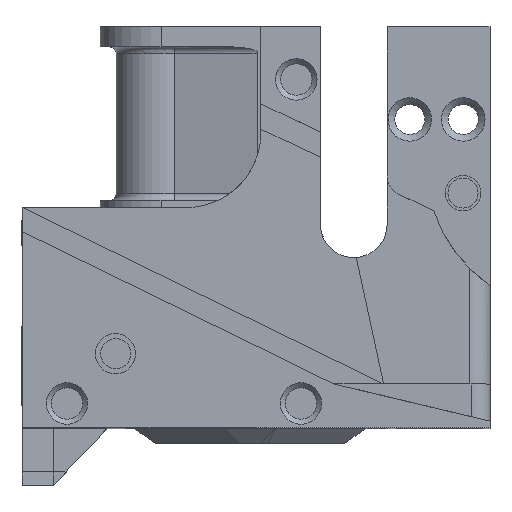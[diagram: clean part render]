
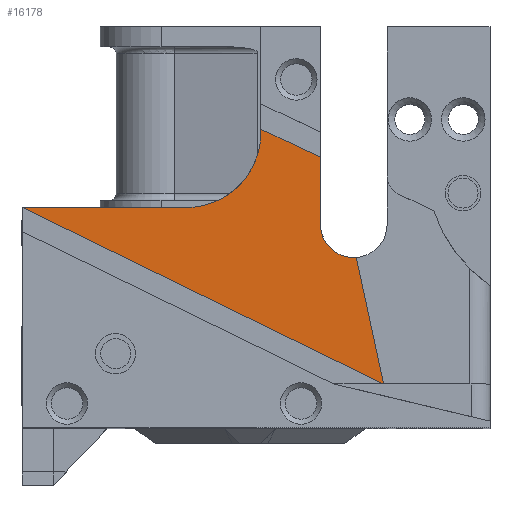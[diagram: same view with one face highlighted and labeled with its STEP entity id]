
A CAD part, top view. The second image highlights one B-rep face of the part: STEP entity #16178.
In plain terms, the highlighted planar face has unit normal (0, 0, 1).
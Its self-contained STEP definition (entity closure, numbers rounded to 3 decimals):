
#2758 = VERTEX_POINT('',#2759);
#2759 = CARTESIAN_POINT('',(0.392,33.849,-4.32));
#2773 = PLANE('',#2774);
#2774 = AXIS2_PLACEMENT_3D('',#2775,#2776,#2777);
#2775 = CARTESIAN_POINT('',(29.64,29.047,-4.32));
#2776 = DIRECTION('',(0.,0.,1.));
#2777 = DIRECTION('',(1.,0.,0.));
#2801 = PLANE('',#2802);
#2802 = AXIS2_PLACEMENT_3D('',#2803,#2804,#2805);
#2803 = CARTESIAN_POINT('',(25.656,33.849,-3.32));
#2804 = DIRECTION('',(0.,1.,0.));
#2805 = DIRECTION('',(-1.,0.,0.));
#9825 = CYLINDRICAL_SURFACE('',#9826,5.);
#9826 = AXIS2_PLACEMENT_3D('',#9827,#9828,#9829);
#9827 = CARTESIAN_POINT('',(50.013,31.345,-0.82));
#9828 = DIRECTION('',(0.,0.,1.));
#9829 = DIRECTION('',(0.,-1.,0.));
#10299 = VERTEX_POINT('',#10300);
#10300 = CARTESIAN_POINT('',(54.47,7.45,-4.32));
#10328 = EDGE_CURVE('',#10299,#2758,#10329,.T.);
#10329 = SURFACE_CURVE('',#10330,(#10334,#10341),.PCURVE_S1.);
#10330 = LINE('',#10331,#10332);
#10331 = CARTESIAN_POINT('',(54.47,7.45,-4.32));
#10332 = VECTOR('',#10333,1.);
#10333 = DIRECTION('',(-0.899,0.439,
    0.));
#10334 = PCURVE('',#2773,#10335);
#10335 = DEFINITIONAL_REPRESENTATION('',(#10336),#10340);
#10336 = LINE('',#10337,#10338);
#10337 = CARTESIAN_POINT('',(24.83,-21.597));
#10338 = VECTOR('',#10339,1.);
#10339 = DIRECTION('',(-0.899,0.439));
#10340 = ( GEOMETRIC_REPRESENTATION_CONTEXT(2) 
PARAMETRIC_REPRESENTATION_CONTEXT() REPRESENTATION_CONTEXT('2D SPACE',''
  ) );
#10341 = PCURVE('',#10342,#10347);
#10342 = PLANE('',#10343);
#10343 = AXIS2_PLACEMENT_3D('',#10344,#10345,#10346);
#10344 = CARTESIAN_POINT('',(0.392,6.901,-4.32));
#10345 = DIRECTION('',(0.,0.,1.));
#10346 = DIRECTION('',(0.,1.,0.));
#10347 = DEFINITIONAL_REPRESENTATION('',(#10348),#10352);
#10348 = LINE('',#10349,#10350);
#10349 = CARTESIAN_POINT('',(0.549,-54.078));
#10350 = VECTOR('',#10351,1.);
#10351 = DIRECTION('',(0.439,0.899));
#10352 = ( GEOMETRIC_REPRESENTATION_CONTEXT(2) 
PARAMETRIC_REPRESENTATION_CONTEXT() REPRESENTATION_CONTEXT('2D SPACE',''
  ) );
#10498 = EDGE_CURVE('',#10499,#2758,#10501,.T.);
#10499 = VERTEX_POINT('',#10500);
#10500 = CARTESIAN_POINT('',(25.656,33.849,-4.32));
#10501 = SURFACE_CURVE('',#10502,(#10506,#10513),.PCURVE_S1.);
#10502 = LINE('',#10503,#10504);
#10503 = CARTESIAN_POINT('',(25.656,33.849,-4.32));
#10504 = VECTOR('',#10505,1.);
#10505 = DIRECTION('',(-1.,0.,0.));
#10506 = PCURVE('',#2801,#10507);
#10507 = DEFINITIONAL_REPRESENTATION('',(#10508),#10512);
#10508 = LINE('',#10509,#10510);
#10509 = CARTESIAN_POINT('',(0.,-1.));
#10510 = VECTOR('',#10511,1.);
#10511 = DIRECTION('',(1.,0.));
#10512 = ( GEOMETRIC_REPRESENTATION_CONTEXT(2) 
PARAMETRIC_REPRESENTATION_CONTEXT() REPRESENTATION_CONTEXT('2D SPACE',''
  ) );
#10513 = PCURVE('',#10342,#10514);
#10514 = DEFINITIONAL_REPRESENTATION('',(#10515),#10519);
#10515 = LINE('',#10516,#10517);
#10516 = CARTESIAN_POINT('',(26.947,-25.263));
#10517 = VECTOR('',#10518,1.);
#10518 = DIRECTION('',(0.,1.));
#10519 = ( GEOMETRIC_REPRESENTATION_CONTEXT(2) 
PARAMETRIC_REPRESENTATION_CONTEXT() REPRESENTATION_CONTEXT('2D SPACE',''
  ) );
#10537 = CYLINDRICAL_SURFACE('',#10538,11.186);
#10538 = AXIS2_PLACEMENT_3D('',#10539,#10540,#10541);
#10539 = CARTESIAN_POINT('',(24.949,45.012,-3.32));
#10540 = DIRECTION('',(0.,0.,1.));
#10541 = DIRECTION('',(0.,-1.,0.));
#11227 = PLANE('',#11228);
#11228 = AXIS2_PLACEMENT_3D('',#11229,#11230,#11231);
#11229 = CARTESIAN_POINT('',(0.392,6.901,-4.32));
#11230 = DIRECTION('',(0.,0.,1.));
#11231 = DIRECTION('',(0.,1.,0.));
#16024 = EDGE_CURVE('',#16025,#16027,#16029,.T.);
#16025 = VERTEX_POINT('',#16026);
#16026 = CARTESIAN_POINT('',(45.013,31.345,-4.32));
#16027 = VERTEX_POINT('',#16028);
#16028 = CARTESIAN_POINT('',(50.388,26.36,-4.32));
#16029 = SURFACE_CURVE('',#16030,(#16035,#16042),.PCURVE_S1.);
#16030 = CIRCLE('',#16031,5.);
#16031 = AXIS2_PLACEMENT_3D('',#16032,#16033,#16034);
#16032 = CARTESIAN_POINT('',(50.013,31.345,-4.32));
#16033 = DIRECTION('',(0.,0.,1.));
#16034 = DIRECTION('',(0.,-1.,0.));
#16035 = PCURVE('',#9825,#16036);
#16036 = DEFINITIONAL_REPRESENTATION('',(#16037),#16041);
#16037 = LINE('',#16038,#16039);
#16038 = CARTESIAN_POINT('',(0.,-3.5));
#16039 = VECTOR('',#16040,1.);
#16040 = DIRECTION('',(1.,0.));
#16041 = ( GEOMETRIC_REPRESENTATION_CONTEXT(2) 
PARAMETRIC_REPRESENTATION_CONTEXT() REPRESENTATION_CONTEXT('2D SPACE',''
  ) );
#16042 = PCURVE('',#10342,#16043);
#16043 = DEFINITIONAL_REPRESENTATION('',(#16044),#16048);
#16044 = CIRCLE('',#16045,5.);
#16045 = AXIS2_PLACEMENT_2D('',#16046,#16047);
#16046 = CARTESIAN_POINT('',(24.444,-49.621));
#16047 = DIRECTION('',(-1.,0.));
#16048 = ( GEOMETRIC_REPRESENTATION_CONTEXT(2) 
PARAMETRIC_REPRESENTATION_CONTEXT() REPRESENTATION_CONTEXT('2D SPACE',''
  ) );
#16066 = PLANE('',#16067);
#16067 = AXIS2_PLACEMENT_3D('',#16068,#16069,#16070);
#16068 = CARTESIAN_POINT('',(45.013,54.885,-0.82));
#16069 = DIRECTION('',(-1.,0.,0.));
#16070 = DIRECTION('',(0.,-1.,0.));
#16178 = ADVANCED_FACE('',(#16179),#10342,.T.);
#16179 = FACE_BOUND('',#16180,.T.);
#16180 = EDGE_LOOP('',(#16181,#16182,#16203,#16204,#16227,#16255,#16277)
  );
#16181 = ORIENTED_EDGE('',*,*,#10328,.F.);
#16182 = ORIENTED_EDGE('',*,*,#16183,.F.);
#16183 = EDGE_CURVE('',#16027,#10299,#16184,.T.);
#16184 = SURFACE_CURVE('',#16185,(#16189,#16196),.PCURVE_S1.);
#16185 = LINE('',#16186,#16187);
#16186 = CARTESIAN_POINT('',(46.485,44.443,-4.32));
#16187 = VECTOR('',#16188,1.);
#16188 = DIRECTION('',(0.211,-0.977,0.
    ));
#16189 = PCURVE('',#10342,#16190);
#16190 = DEFINITIONAL_REPRESENTATION('',(#16191),#16195);
#16191 = LINE('',#16192,#16193);
#16192 = CARTESIAN_POINT('',(37.542,-46.093));
#16193 = VECTOR('',#16194,1.);
#16194 = DIRECTION('',(-0.977,-0.211));
#16195 = ( GEOMETRIC_REPRESENTATION_CONTEXT(2) 
PARAMETRIC_REPRESENTATION_CONTEXT() REPRESENTATION_CONTEXT('2D SPACE',''
  ) );
#16196 = PCURVE('',#11227,#16197);
#16197 = DEFINITIONAL_REPRESENTATION('',(#16198),#16202);
#16198 = LINE('',#16199,#16200);
#16199 = CARTESIAN_POINT('',(37.542,-46.093));
#16200 = VECTOR('',#16201,1.);
#16201 = DIRECTION('',(-0.977,-0.211));
#16202 = ( GEOMETRIC_REPRESENTATION_CONTEXT(2) 
PARAMETRIC_REPRESENTATION_CONTEXT() REPRESENTATION_CONTEXT('2D SPACE',''
  ) );
#16203 = ORIENTED_EDGE('',*,*,#16024,.F.);
#16204 = ORIENTED_EDGE('',*,*,#16205,.F.);
#16205 = EDGE_CURVE('',#16206,#16025,#16208,.T.);
#16206 = VERTEX_POINT('',#16207);
#16207 = CARTESIAN_POINT('',(45.013,41.371,-4.32));
#16208 = SURFACE_CURVE('',#16209,(#16213,#16220),.PCURVE_S1.);
#16209 = LINE('',#16210,#16211);
#16210 = CARTESIAN_POINT('',(45.013,30.893,-4.32));
#16211 = VECTOR('',#16212,1.);
#16212 = DIRECTION('',(0.,-1.,0.));
#16213 = PCURVE('',#10342,#16214);
#16214 = DEFINITIONAL_REPRESENTATION('',(#16215),#16219);
#16215 = LINE('',#16216,#16217);
#16216 = CARTESIAN_POINT('',(23.992,-44.621));
#16217 = VECTOR('',#16218,1.);
#16218 = DIRECTION('',(-1.,0.));
#16219 = ( GEOMETRIC_REPRESENTATION_CONTEXT(2) 
PARAMETRIC_REPRESENTATION_CONTEXT() REPRESENTATION_CONTEXT('2D SPACE',''
  ) );
#16220 = PCURVE('',#16066,#16221);
#16221 = DEFINITIONAL_REPRESENTATION('',(#16222),#16226);
#16222 = LINE('',#16223,#16224);
#16223 = CARTESIAN_POINT('',(23.992,-3.5));
#16224 = VECTOR('',#16225,1.);
#16225 = DIRECTION('',(1.,0.));
#16226 = ( GEOMETRIC_REPRESENTATION_CONTEXT(2) 
PARAMETRIC_REPRESENTATION_CONTEXT() REPRESENTATION_CONTEXT('2D SPACE',''
  ) );
#16227 = ORIENTED_EDGE('',*,*,#16228,.F.);
#16228 = EDGE_CURVE('',#16229,#16206,#16231,.T.);
#16229 = VERTEX_POINT('',#16230);
#16230 = CARTESIAN_POINT('',(36.121,45.568,-4.32));
#16231 = SURFACE_CURVE('',#16232,(#16236,#16243),.PCURVE_S1.);
#16232 = LINE('',#16233,#16234);
#16233 = CARTESIAN_POINT('',(36.121,45.568,-4.32));
#16234 = VECTOR('',#16235,1.);
#16235 = DIRECTION('',(0.904,-0.427,0.
    ));
#16236 = PCURVE('',#10342,#16237);
#16237 = DEFINITIONAL_REPRESENTATION('',(#16238),#16242);
#16238 = LINE('',#16239,#16240);
#16239 = CARTESIAN_POINT('',(38.667,-35.729));
#16240 = VECTOR('',#16241,1.);
#16241 = DIRECTION('',(-0.427,-0.904));
#16242 = ( GEOMETRIC_REPRESENTATION_CONTEXT(2) 
PARAMETRIC_REPRESENTATION_CONTEXT() REPRESENTATION_CONTEXT('2D SPACE',''
  ) );
#16243 = PCURVE('',#16244,#16249);
#16244 = PLANE('',#16245);
#16245 = AXIS2_PLACEMENT_3D('',#16246,#16247,#16248);
#16246 = CARTESIAN_POINT('',(29.64,29.047,-4.32));
#16247 = DIRECTION('',(0.,0.,1.));
#16248 = DIRECTION('',(1.,0.,0.));
#16249 = DEFINITIONAL_REPRESENTATION('',(#16250),#16254);
#16250 = LINE('',#16251,#16252);
#16251 = CARTESIAN_POINT('',(6.481,16.522));
#16252 = VECTOR('',#16253,1.);
#16253 = DIRECTION('',(0.904,-0.427));
#16254 = ( GEOMETRIC_REPRESENTATION_CONTEXT(2) 
PARAMETRIC_REPRESENTATION_CONTEXT() REPRESENTATION_CONTEXT('2D SPACE',''
  ) );
#16255 = ORIENTED_EDGE('',*,*,#16256,.F.);
#16256 = EDGE_CURVE('',#10499,#16229,#16257,.T.);
#16257 = SURFACE_CURVE('',#16258,(#16263,#16270),.PCURVE_S1.);
#16258 = CIRCLE('',#16259,11.186);
#16259 = AXIS2_PLACEMENT_3D('',#16260,#16261,#16262);
#16260 = CARTESIAN_POINT('',(24.949,45.012,-4.32));
#16261 = DIRECTION('',(0.,0.,1.));
#16262 = DIRECTION('',(0.,-1.,0.));
#16263 = PCURVE('',#10342,#16264);
#16264 = DEFINITIONAL_REPRESENTATION('',(#16265),#16269);
#16265 = CIRCLE('',#16266,11.186);
#16266 = AXIS2_PLACEMENT_2D('',#16267,#16268);
#16267 = CARTESIAN_POINT('',(38.111,-24.557));
#16268 = DIRECTION('',(-1.,0.));
#16269 = ( GEOMETRIC_REPRESENTATION_CONTEXT(2) 
PARAMETRIC_REPRESENTATION_CONTEXT() REPRESENTATION_CONTEXT('2D SPACE',''
  ) );
#16270 = PCURVE('',#10537,#16271);
#16271 = DEFINITIONAL_REPRESENTATION('',(#16272),#16276);
#16272 = LINE('',#16273,#16274);
#16273 = CARTESIAN_POINT('',(0.,-1.));
#16274 = VECTOR('',#16275,1.);
#16275 = DIRECTION('',(1.,0.));
#16276 = ( GEOMETRIC_REPRESENTATION_CONTEXT(2) 
PARAMETRIC_REPRESENTATION_CONTEXT() REPRESENTATION_CONTEXT('2D SPACE',''
  ) );
#16277 = ORIENTED_EDGE('',*,*,#10498,.T.);
